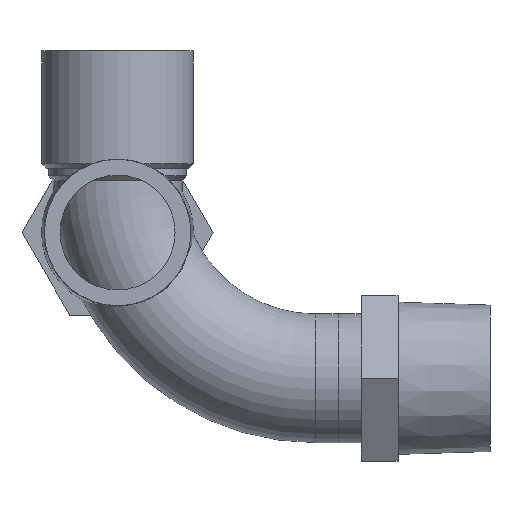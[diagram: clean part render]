
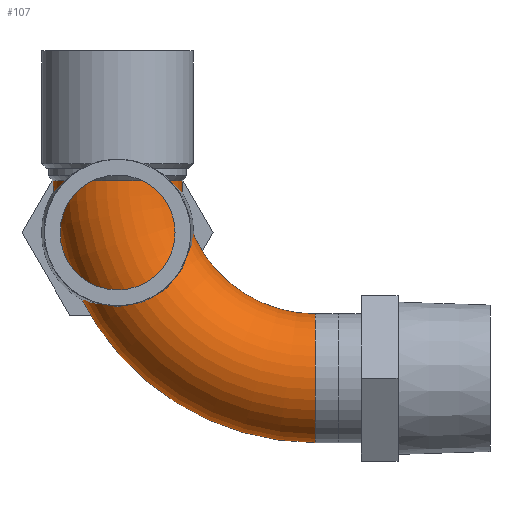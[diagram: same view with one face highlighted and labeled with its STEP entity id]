
A CAD part, front view. The second image highlights one B-rep face of the part: STEP entity #107.
In plain terms, the highlighted toroidal (fillet/blend) face has major radius 43 mm and minor radius 14 mm.
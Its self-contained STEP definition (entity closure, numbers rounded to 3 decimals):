
#107 = ADVANCED_FACE( '', ( #224, #225 ), #226, .T. );
#224 = FACE_OUTER_BOUND( '', #338, .T. );
#225 = FACE_OUTER_BOUND( '', #339, .T. );
#226 = TOROIDAL_SURFACE( '', #340, 43., 14. );
#338 = EDGE_LOOP( '', ( #516 ) );
#339 = EDGE_LOOP( '', ( #517 ) );
#340 = AXIS2_PLACEMENT_3D( '', #518, #519, #520 );
#516 = ORIENTED_EDGE( '', *, *, #601, .F. );
#517 = ORIENTED_EDGE( '', *, *, #586, .F. );
#518 = CARTESIAN_POINT( '', ( 43., 0., 11.284 ) );
#519 = DIRECTION( '', ( 0., 1., 0. ) );
#520 = DIRECTION( '', ( -1., 0., 0. ) );
#586 = EDGE_CURVE( '', #675, #675, #676, .F. );
#601 = EDGE_CURVE( '', #695, #695, #696, .T. );
#675 = VERTEX_POINT( '', #788 );
#676 = CIRCLE( '', #789, 14. );
#695 = VERTEX_POINT( '', #808 );
#696 = CIRCLE( '', #809, 14. );
#788 = CARTESIAN_POINT( '', ( 43., 0., -17.716 ) );
#789 = AXIS2_PLACEMENT_3D( '', #870, #871, #872 );
#808 = CARTESIAN_POINT( '', ( 14., 0., 11.284 ) );
#809 = AXIS2_PLACEMENT_3D( '', #885, #886, #887 );
#870 = CARTESIAN_POINT( '', ( 43., 0., -31.716 ) );
#871 = DIRECTION( '', ( -1., 0., 0. ) );
#872 = DIRECTION( '', ( 0., 0., 1. ) );
#885 = CARTESIAN_POINT( '', ( 0., 0., 11.284 ) );
#886 = DIRECTION( '', ( 0., 0., 1. ) );
#887 = DIRECTION( '', ( 1., 0., 0. ) );
